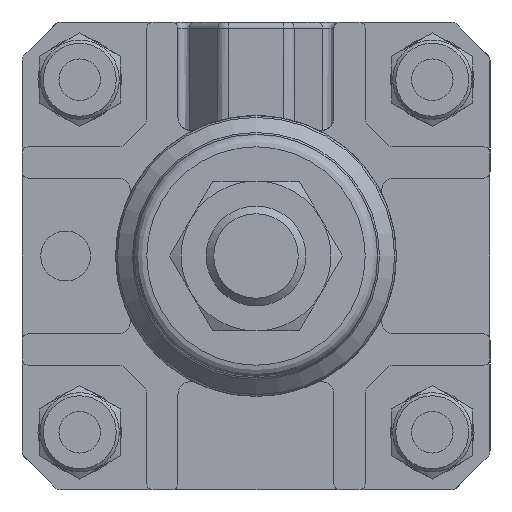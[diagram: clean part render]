
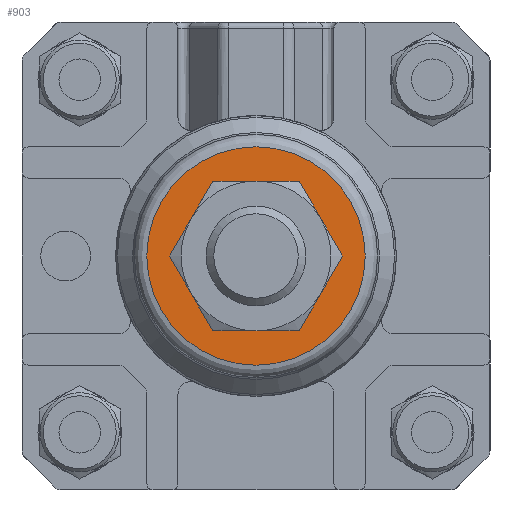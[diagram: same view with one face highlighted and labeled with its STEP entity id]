
A CAD part, left-side view. The second image highlights one B-rep face of the part: STEP entity #903.
In plain terms, the highlighted face is planar.
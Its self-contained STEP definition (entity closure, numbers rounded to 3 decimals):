
#903 = ADVANCED_FACE( '', ( #2330, #2331 ), #2332, .F. );
#2330 = FACE_BOUND( '', #4500, .T. );
#2331 = FACE_OUTER_BOUND( '', #4501, .T. );
#2332 = PLANE( '', #4502 );
#4500 = EDGE_LOOP( '', ( #6697 ) );
#4501 = EDGE_LOOP( '', ( #6698 ) );
#4502 = AXIS2_PLACEMENT_3D( '', #6699, #6700, #6701 );
#6697 = ORIENTED_EDGE( '', *, *, #12683, .T. );
#6698 = ORIENTED_EDGE( '', *, *, #12684, .T. );
#6699 = CARTESIAN_POINT( '', ( 20., 61., 37.5 ) );
#6700 = DIRECTION( '', ( 0., -1., 0. ) );
#6701 = DIRECTION( '', ( 0., 0., -1. ) );
#12683 = EDGE_CURVE( '', #15050, #15050, #15051, .T. );
#12684 = EDGE_CURVE( '', #15052, #15052, #15053, .T. );
#15050 = VERTEX_POINT( '', #18563 );
#15051 = CIRCLE( '', #18564, 10.5 );
#15052 = VERTEX_POINT( '', #18565 );
#15053 = CIRCLE( '', #18566, 17.5 );
#18563 = CARTESIAN_POINT( '', ( 37.5, 61., 27. ) );
#18564 = AXIS2_PLACEMENT_3D( '', #23380, #23381, #23382 );
#18565 = CARTESIAN_POINT( '', ( 37.5, 61., 55. ) );
#18566 = AXIS2_PLACEMENT_3D( '', #23383, #23384, #23385 );
#23380 = CARTESIAN_POINT( '', ( 37.5, 61., 37.5 ) );
#23381 = DIRECTION( '', ( 0., -1., 0. ) );
#23382 = DIRECTION( '', ( 0., 0., -1. ) );
#23383 = CARTESIAN_POINT( '', ( 37.5, 61., 37.5 ) );
#23384 = DIRECTION( '', ( 0., 1., 0. ) );
#23385 = DIRECTION( '', ( 0., 0., 1. ) );
